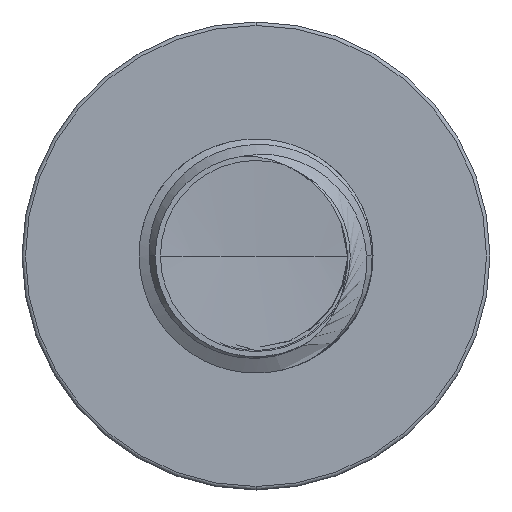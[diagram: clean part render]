
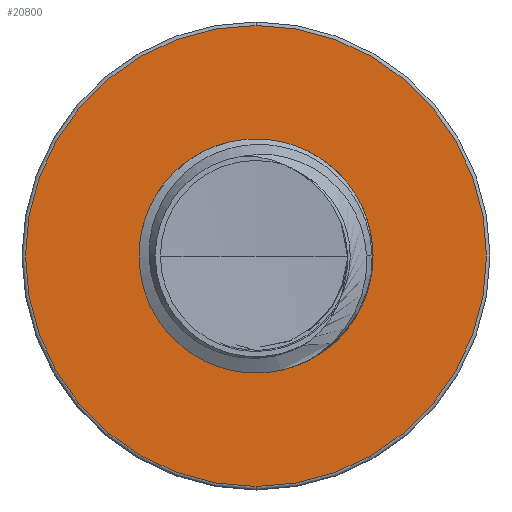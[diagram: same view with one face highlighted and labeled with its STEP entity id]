
A CAD part, front view. The second image highlights one B-rep face of the part: STEP entity #20800.
In plain terms, the highlighted planar face has unit normal (0, -1, 0).
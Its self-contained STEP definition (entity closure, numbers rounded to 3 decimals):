
#1496 = CIRCLE ( 'NONE', #11378, 2.462 ) ;
#1777 = DIRECTION ( 'NONE',  ( 0., 0., -1. ) ) ;
#1897 = CARTESIAN_POINT ( 'NONE',  ( 0., 12.5, 0. ) ) ;
#2191 = CARTESIAN_POINT ( 'NONE',  ( 0., 12.5, -1.203 ) ) ;
#2353 = FACE_OUTER_BOUND ( 'NONE', #29557, .T. ) ;
#2504 = DIRECTION ( 'NONE',  ( 0., 0., -1. ) ) ;
#2742 = EDGE_LOOP ( 'NONE', ( #22384, #3197 ) ) ;
#2794 = AXIS2_PLACEMENT_3D ( 'NONE', #9046, #9008, #8974 ) ;
#2804 = CARTESIAN_POINT ( 'NONE',  ( 0., 12.5, 2.462 ) ) ;
#3197 = ORIENTED_EDGE ( 'NONE', *, *, #4130, .F. ) ;
#3511 = VERTEX_POINT ( 'NONE', #12735 ) ;
#4130 = EDGE_CURVE ( 'NONE', #16738, #15788, #30295, .T. ) ;
#4279 = DIRECTION ( 'NONE',  ( 0., 0., -1. ) ) ;
#4379 = EDGE_CURVE ( 'NONE', #19276, #3511, #17230, .T. ) ;
#4741 = ORIENTED_EDGE ( 'NONE', *, *, #4379, .T. ) ;
#7244 = DIRECTION ( 'NONE',  ( 0., 0., -1. ) ) ;
#7289 = DIRECTION ( 'NONE',  ( 0., -1., 0. ) ) ;
#7320 = CARTESIAN_POINT ( 'NONE',  ( 0., 12.5, 0. ) ) ;
#8974 = DIRECTION ( 'NONE',  ( 0., 0., -1. ) ) ;
#9008 = DIRECTION ( 'NONE',  ( 0., -1., 0. ) ) ;
#9046 = CARTESIAN_POINT ( 'NONE',  ( 0., 12.5, 0. ) ) ;
#9062 = AXIS2_PLACEMENT_3D ( 'NONE', #17449, #17659, #2504 ) ;
#9329 = CARTESIAN_POINT ( 'NONE',  ( 0., 12.5, 1.203 ) ) ;
#9748 = AXIS2_PLACEMENT_3D ( 'NONE', #7320, #7289, #7244 ) ;
#11378 = AXIS2_PLACEMENT_3D ( 'NONE', #31235, #16864, #1777 ) ;
#12735 = CARTESIAN_POINT ( 'NONE',  ( 0., 12.5, -2.462 ) ) ;
#15788 = VERTEX_POINT ( 'NONE', #2191 ) ;
#16738 = VERTEX_POINT ( 'NONE', #9329 ) ;
#16864 = DIRECTION ( 'NONE',  ( 0., -1., 0. ) ) ;
#17230 = CIRCLE ( 'NONE', #9748, 2.462 ) ;
#17449 = CARTESIAN_POINT ( 'NONE',  ( 0., 12.5, 1.203 ) ) ;
#17659 = DIRECTION ( 'NONE',  ( 0., -1., 0. ) ) ;
#17681 = ORIENTED_EDGE ( 'NONE', *, *, #31433, .T. ) ;
#19276 = VERTEX_POINT ( 'NONE', #2804 ) ;
#19457 = DIRECTION ( 'NONE',  ( 0., -1., 0. ) ) ;
#20800 = ADVANCED_FACE ( 'NONE', ( #2353, #28674 ), #22273, .T. ) ;
#22273 = PLANE ( 'NONE',  #9062 ) ;
#22384 = ORIENTED_EDGE ( 'NONE', *, *, #27184, .F. ) ;
#27184 = EDGE_CURVE ( 'NONE', #15788, #16738, #27819, .T. ) ;
#27819 = CIRCLE ( 'NONE', #29172, 1.203 ) ;
#28674 = FACE_BOUND ( 'NONE', #2742, .T. ) ;
#29172 = AXIS2_PLACEMENT_3D ( 'NONE', #1897, #19457, #4279 ) ;
#29557 = EDGE_LOOP ( 'NONE', ( #17681, #4741 ) ) ;
#30295 = CIRCLE ( 'NONE', #2794, 1.203 ) ;
#31235 = CARTESIAN_POINT ( 'NONE',  ( 0., 12.5, 0. ) ) ;
#31433 = EDGE_CURVE ( 'NONE', #3511, #19276, #1496, .T. ) ;
